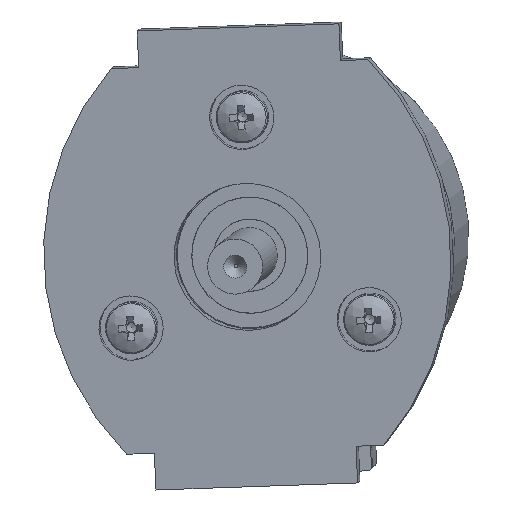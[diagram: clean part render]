
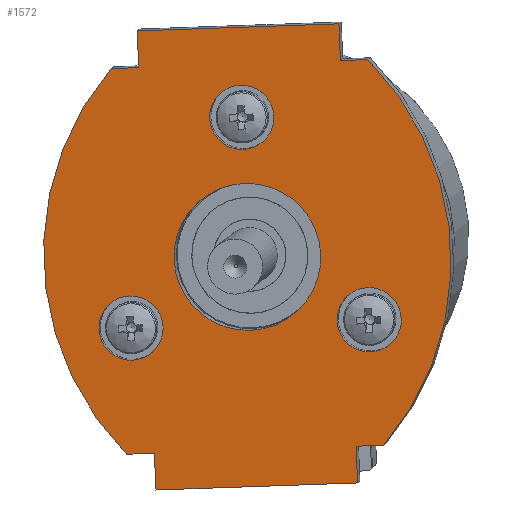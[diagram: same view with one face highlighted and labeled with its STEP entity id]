
A CAD part, top view. The second image highlights one B-rep face of the part: STEP entity #1572.
In plain terms, the highlighted face is planar.
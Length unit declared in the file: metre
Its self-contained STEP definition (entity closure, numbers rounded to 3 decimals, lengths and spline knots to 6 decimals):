
#144=LINE('',#2819,#232);
#148=LINE('',#2831,#236);
#159=LINE('',#2863,#247);
#160=LINE('',#2865,#248);
#161=LINE('',#2867,#249);
#162=LINE('',#2869,#250);
#163=LINE('',#2871,#251);
#164=LINE('',#2875,#252);
#165=LINE('',#2877,#253);
#166=LINE('',#2879,#254);
#232=VECTOR('',#2305,1.);
#236=VECTOR('',#2317,1.);
#247=VECTOR('',#2342,1.);
#248=VECTOR('',#2343,1.);
#249=VECTOR('',#2344,1.);
#250=VECTOR('',#2345,1.);
#251=VECTOR('',#2346,1.);
#252=VECTOR('',#2349,1.);
#253=VECTOR('',#2350,1.);
#254=VECTOR('',#2351,1.);
#320=PLANE('',#1993);
#544=ORIENTED_EDGE('',*,*,#832,.T.);
#545=ORIENTED_EDGE('',*,*,#849,.T.);
#546=ORIENTED_EDGE('',*,*,#850,.F.);
#547=ORIENTED_EDGE('',*,*,#851,.F.);
#548=ORIENTED_EDGE('',*,*,#852,.F.);
#549=ORIENTED_EDGE('',*,*,#853,.F.);
#550=ORIENTED_EDGE('',*,*,#854,.T.);
#551=ORIENTED_EDGE('',*,*,#855,.F.);
#552=ORIENTED_EDGE('',*,*,#856,.F.);
#553=ORIENTED_EDGE('',*,*,#857,.F.);
#554=ORIENTED_EDGE('',*,*,#833,.F.);
#555=ORIENTED_EDGE('',*,*,#827,.F.);
#556=ORIENTED_EDGE('',*,*,#858,.F.);
#557=ORIENTED_EDGE('',*,*,#859,.F.);
#558=ORIENTED_EDGE('',*,*,#860,.F.);
#559=ORIENTED_EDGE('',*,*,#861,.F.);
#827=EDGE_CURVE('',#992,#993,#144,.T.);
#832=EDGE_CURVE('',#992,#996,#1128,.T.);
#833=EDGE_CURVE('',#993,#997,#148,.T.);
#849=EDGE_CURVE('',#996,#1011,#159,.T.);
#850=EDGE_CURVE('',#1012,#1011,#160,.T.);
#851=EDGE_CURVE('',#1013,#1012,#161,.T.);
#852=EDGE_CURVE('',#1014,#1013,#162,.T.);
#853=EDGE_CURVE('',#1015,#1014,#163,.T.);
#854=EDGE_CURVE('',#1015,#1016,#1134,.T.);
#855=EDGE_CURVE('',#1017,#1016,#164,.T.);
#856=EDGE_CURVE('',#1018,#1017,#165,.T.);
#857=EDGE_CURVE('',#997,#1018,#166,.T.);
#858=EDGE_CURVE('',#1019,#1019,#1135,.T.);
#859=EDGE_CURVE('',#1020,#1020,#1136,.T.);
#860=EDGE_CURVE('',#1021,#1021,#1137,.T.);
#861=EDGE_CURVE('',#1022,#1022,#1138,.T.);
#992=VERTEX_POINT('',#2818);
#993=VERTEX_POINT('',#2820);
#996=VERTEX_POINT('',#2828);
#997=VERTEX_POINT('',#2832);
#1011=VERTEX_POINT('',#2864);
#1012=VERTEX_POINT('',#2866);
#1013=VERTEX_POINT('',#2868);
#1014=VERTEX_POINT('',#2870);
#1015=VERTEX_POINT('',#2872);
#1016=VERTEX_POINT('',#2874);
#1017=VERTEX_POINT('',#2876);
#1018=VERTEX_POINT('',#2878);
#1019=VERTEX_POINT('',#2881);
#1020=VERTEX_POINT('',#2883);
#1021=VERTEX_POINT('',#2885);
#1022=VERTEX_POINT('',#2887);
#1128=CIRCLE('',#1985,0.030957);
#1134=CIRCLE('',#1994,0.030957);
#1135=CIRCLE('',#1995,0.0035);
#1136=CIRCLE('',#1996,0.008);
#1137=CIRCLE('',#1997,0.0035);
#1138=CIRCLE('',#1998,0.0035);
#1231=EDGE_LOOP('',(#544,#545,#546,#547,#548,#549,#550,#551,#552,#553,#554,
#555));
#1232=EDGE_LOOP('',(#556));
#1233=EDGE_LOOP('',(#557));
#1234=EDGE_LOOP('',(#558));
#1235=EDGE_LOOP('',(#559));
#1396=FACE_BOUND('',#1231,.T.);
#1397=FACE_BOUND('',#1232,.T.);
#1398=FACE_BOUND('',#1233,.T.);
#1399=FACE_BOUND('',#1234,.T.);
#1400=FACE_BOUND('',#1235,.T.);
#1572=ADVANCED_FACE('',(#1396,#1397,#1398,#1399,#1400),#320,.F.);
#1985=AXIS2_PLACEMENT_3D('',#2829,#2313,#2314);
#1993=AXIS2_PLACEMENT_3D('',#2862,#2340,#2341);
#1994=AXIS2_PLACEMENT_3D('',#2873,#2347,#2348);
#1995=AXIS2_PLACEMENT_3D('',#2880,#2352,#2353);
#1996=AXIS2_PLACEMENT_3D('',#2882,#2354,#2355);
#1997=AXIS2_PLACEMENT_3D('',#2884,#2356,#2357);
#1998=AXIS2_PLACEMENT_3D('',#2886,#2358,#2359);
#2305=DIRECTION('',(1.,0.,0.));
#2313=DIRECTION('',(0.,0.,1.));
#2314=DIRECTION('',(1.,0.,0.));
#2317=DIRECTION('',(0.,1.,0.));
#2340=DIRECTION('',(0.,0.,-1.));
#2341=DIRECTION('',(0.,1.,0.));
#2342=DIRECTION('',(1.,0.,0.));
#2343=DIRECTION('',(0.,1.,0.));
#2344=DIRECTION('',(-1.,0.,0.));
#2345=DIRECTION('',(0.,-1.,0.));
#2346=DIRECTION('',(-1.,0.,0.));
#2347=DIRECTION('',(0.,0.,1.));
#2348=DIRECTION('',(1.,0.,0.));
#2349=DIRECTION('',(1.,0.,0.));
#2350=DIRECTION('',(0.,-1.,0.));
#2351=DIRECTION('',(1.,0.,0.));
#2352=DIRECTION('',(0.,0.,1.));
#2353=DIRECTION('',(1.,0.,0.));
#2354=DIRECTION('',(0.,0.,1.));
#2355=DIRECTION('',(1.,0.,0.));
#2356=DIRECTION('',(0.,0.,1.));
#2357=DIRECTION('',(1.,0.,0.));
#2358=DIRECTION('',(0.,0.,1.));
#2359=DIRECTION('',(1.,0.,0.));
#2818=CARTESIAN_POINT('',(-0.014,0.021,0.003));
#2819=CARTESIAN_POINT('',(-0.014,0.021,0.003));
#2820=CARTESIAN_POINT('',(-0.011,0.021,0.003));
#2828=CARTESIAN_POINT('',(-0.014,-0.021,0.003));
#2829=CARTESIAN_POINT('',(0.008746,0.,0.003));
#2831=CARTESIAN_POINT('',(-0.011,-0.025,0.003));
#2832=CARTESIAN_POINT('',(-0.011,0.025,0.003));
#2862=CARTESIAN_POINT('',(0.,0.,0.003));
#2863=CARTESIAN_POINT('',(-0.014,-0.021,0.003));
#2864=CARTESIAN_POINT('',(-0.011,-0.021,0.003));
#2865=CARTESIAN_POINT('',(-0.011,-0.025,0.003));
#2866=CARTESIAN_POINT('',(-0.011,-0.025,0.003));
#2867=CARTESIAN_POINT('',(0.011,-0.025,0.003));
#2868=CARTESIAN_POINT('',(0.011,-0.025,0.003));
#2869=CARTESIAN_POINT('',(0.011,-0.021,0.003));
#2870=CARTESIAN_POINT('',(0.011,-0.021,0.003));
#2871=CARTESIAN_POINT('',(-0.014,-0.021,0.003));
#2872=CARTESIAN_POINT('',(0.014,-0.021,0.003));
#2873=CARTESIAN_POINT('',(-0.008746,0.,0.003));
#2874=CARTESIAN_POINT('',(0.014,0.021,0.003));
#2875=CARTESIAN_POINT('',(-0.014,0.021,0.003));
#2876=CARTESIAN_POINT('',(0.011,0.021,0.003));
#2877=CARTESIAN_POINT('',(0.011,-0.021,0.003));
#2878=CARTESIAN_POINT('',(0.011,0.025,0.003));
#2879=CARTESIAN_POINT('',(-0.011,0.025,0.003));
#2880=CARTESIAN_POINT('',(-0.012989,-0.007299,0.003));
#2881=CARTESIAN_POINT('',(-0.009489,-0.007299,0.003));
#2882=CARTESIAN_POINT('',(0.,0.,0.003));
#2883=CARTESIAN_POINT('',(0.008,0.,0.003));
#2884=CARTESIAN_POINT('',(0.,0.0152,0.003));
#2885=CARTESIAN_POINT('',(0.0035,0.0152,0.003));
#2886=CARTESIAN_POINT('',(0.01299,-0.007301,0.003));
#2887=CARTESIAN_POINT('',(0.01649,-0.007301,0.003));
